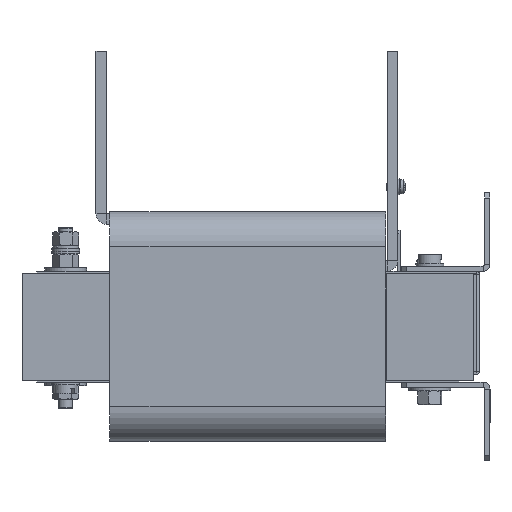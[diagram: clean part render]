
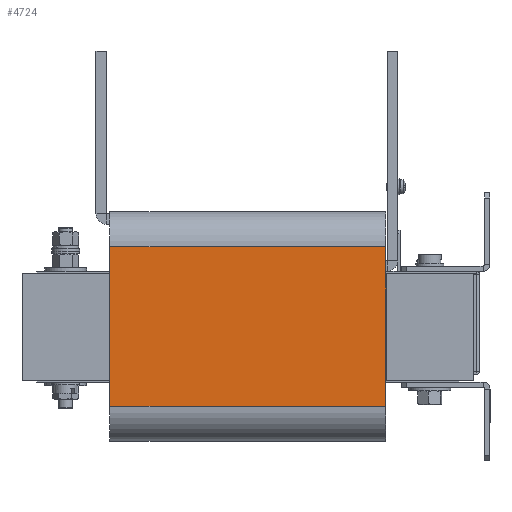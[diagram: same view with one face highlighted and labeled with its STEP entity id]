
A CAD part, left-side view. The second image highlights one B-rep face of the part: STEP entity #4724.
In plain terms, the highlighted planar face has unit normal (-1, 0, 0).
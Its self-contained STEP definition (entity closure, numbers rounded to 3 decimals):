
#207 = LINE ( 'NONE', #7888, #6103 ) ;
#208 = CARTESIAN_POINT ( 'NONE',  ( -49., 0., 65.75 ) ) ;
#317 = DIRECTION ( 'NONE',  ( 1., 0., 0. ) ) ;
#880 = CARTESIAN_POINT ( 'NONE',  ( -49., 158., 65.75 ) ) ;
#2387 = EDGE_CURVE ( 'NONE', #11637, #18272, #15247, .T. ) ;
#3848 = CARTESIAN_POINT ( 'NONE',  ( -49., 158., -45.75 ) ) ;
#4638 = VECTOR ( 'NONE', #20697, 1000. ) ;
#4724 = ADVANCED_FACE ( 'NONE', ( #18510 ), #12963, .F. ) ;
#4994 = CARTESIAN_POINT ( 'NONE',  ( -49., 0., 45.75 ) ) ;
#5044 = CARTESIAN_POINT ( 'NONE',  ( -49., 0., -45.75 ) ) ;
#6103 = VECTOR ( 'NONE', #14256, 1000. ) ;
#7209 = EDGE_CURVE ( 'NONE', #18272, #25000, #14528, .T. ) ;
#7888 = CARTESIAN_POINT ( 'NONE',  ( -49., 158., 45.75 ) ) ;
#8729 = CARTESIAN_POINT ( 'NONE',  ( -49., 158., 65.75 ) ) ;
#9728 = EDGE_CURVE ( 'NONE', #11637, #20359, #22848, .T. ) ;
#11637 = VERTEX_POINT ( 'NONE', #13284 ) ;
#12963 = PLANE ( 'NONE',  #21936 ) ;
#13284 = CARTESIAN_POINT ( 'NONE',  ( -49., 158., -45.75 ) ) ;
#13511 = DIRECTION ( 'NONE',  ( 0., 0., 1. ) ) ;
#14256 = DIRECTION ( 'NONE',  ( 0., 1., 0. ) ) ;
#14528 = LINE ( 'NONE', #208, #20217 ) ;
#15080 = DIRECTION ( 'NONE',  ( 0., 0., -1. ) ) ;
#15247 = LINE ( 'NONE', #3848, #4638 ) ;
#16108 = ORIENTED_EDGE ( 'NONE', *, *, #7209, .T. ) ;
#18272 = VERTEX_POINT ( 'NONE', #5044 ) ;
#18510 = FACE_OUTER_BOUND ( 'NONE', #23695, .T. ) ;
#18965 = DIRECTION ( 'NONE',  ( 0., 0., 1. ) ) ;
#18982 = ORIENTED_EDGE ( 'NONE', *, *, #2387, .T. ) ;
#20217 = VECTOR ( 'NONE', #18965, 1000. ) ;
#20359 = VERTEX_POINT ( 'NONE', #26216 ) ;
#20697 = DIRECTION ( 'NONE',  ( 0., -1., 0. ) ) ;
#21191 = ORIENTED_EDGE ( 'NONE', *, *, #9728, .F. ) ;
#21936 = AXIS2_PLACEMENT_3D ( 'NONE', #8729, #317, #15080 ) ;
#22164 = VECTOR ( 'NONE', #13511, 1000. ) ;
#22692 = ORIENTED_EDGE ( 'NONE', *, *, #23081, .T. ) ;
#22848 = LINE ( 'NONE', #880, #22164 ) ;
#23081 = EDGE_CURVE ( 'NONE', #25000, #20359, #207, .T. ) ;
#23695 = EDGE_LOOP ( 'NONE', ( #21191, #18982, #16108, #22692 ) ) ;
#25000 = VERTEX_POINT ( 'NONE', #4994 ) ;
#26216 = CARTESIAN_POINT ( 'NONE',  ( -49., 158., 45.75 ) ) ;
